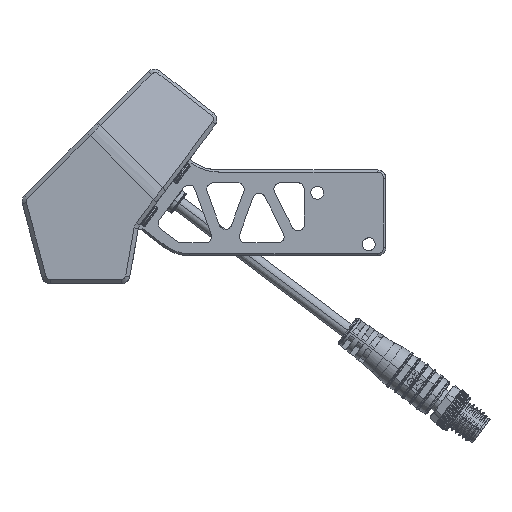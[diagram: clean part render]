
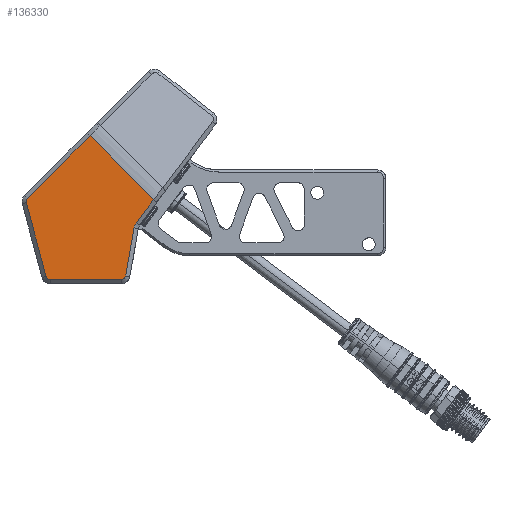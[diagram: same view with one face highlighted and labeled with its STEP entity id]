
A CAD part, left-side view. The second image highlights one B-rep face of the part: STEP entity #136330.
In plain terms, the highlighted planar face has unit normal (-1, 0, 0).
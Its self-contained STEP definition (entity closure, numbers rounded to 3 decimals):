
#1241 = CARTESIAN_POINT ( 'NONE',  ( -261.256, 28.768, -16.303 ) ) ;
#1341 = EDGE_CURVE ( 'NONE', #81273, #21736, #141369, .T. ) ;
#1438 = CARTESIAN_POINT ( 'NONE',  ( -261.256, 21.504, -49.78 ) ) ;
#4166 = CARTESIAN_POINT ( 'NONE',  ( -261.256, 43.622, -31.875 ) ) ;
#4435 = LINE ( 'NONE', #104068, #68152 ) ;
#4985 = EDGE_CURVE ( 'NONE', #79996, #21736, #9767, .T. ) ;
#5243 = DIRECTION ( 'NONE',  ( -1., 0., 0. ) ) ;
#5565 = CARTESIAN_POINT ( 'NONE',  ( -261.256, 43.566, -31.18 ) ) ;
#6259 = CARTESIAN_POINT ( 'NONE',  ( -261.256, 13.996, -31.174 ) ) ;
#7492 = AXIS2_PLACEMENT_3D ( 'NONE', #77016, #5243, #89025 ) ;
#9767 = LINE ( 'NONE', #6259, #69749 ) ;
#13297 = DIRECTION ( 'NONE',  ( 0., -0.707, 0.707 ) ) ;
#13363 = CARTESIAN_POINT ( 'NONE',  ( -261.256, 17.97, -36.447 ) ) ;
#13495 = CARTESIAN_POINT ( 'NONE',  ( -261.256, 21.106, -49.707 ) ) ;
#14802 = CARTESIAN_POINT ( 'NONE',  ( -261.256, 18.421, -37.274 ) ) ;
#15298 = EDGE_CURVE ( 'NONE', #137362, #113308, #36712, .T. ) ;
#17623 = CARTESIAN_POINT ( 'NONE',  ( -261.256, 43.658, -31.523 ) ) ;
#18287 = B_SPLINE_CURVE_WITH_KNOTS ( 'NONE', 3,
 ( #1438, #90012, #144862, #13495, #97239, #25466, #109278, #37500, #121316, #49543 ),
 .UNSPECIFIED., .F., .F.,
 ( 4, 1, 1, 1, 1, 1, 1, 4 ),
 ( 0., 0., 0., 0.001, 0.001, 0.001, 0.001, 0.001 ),
 .UNSPECIFIED. ) ;
#19079 = ORIENTED_EDGE ( 'NONE', *, *, #35880, .T. ) ;
#19900 = ORIENTED_EDGE ( 'NONE', *, *, #1341, .F. ) ;
#21736 = VERTEX_POINT ( 'NONE', #34978 ) ;
#23177 = CARTESIAN_POINT ( 'NONE',  ( -261.256, 39.01, -49.088 ) ) ;
#25466 = CARTESIAN_POINT ( 'NONE',  ( -261.256, 20.771, -49.478 ) ) ;
#25644 = VECTOR ( 'NONE', #73570, 1000. ) ;
#26775 = CARTESIAN_POINT ( 'NONE',  ( -261.256, 18.525, -37.724 ) ) ;
#27555 = CARTESIAN_POINT ( 'NONE',  ( -261.256, 43.477, -31.026 ) ) ;
#29633 = CARTESIAN_POINT ( 'NONE',  ( -261.256, 43.637, -31.818 ) ) ;
#31752 = CARTESIAN_POINT ( 'NONE',  ( -261.256, 13.953, -31.118 ) ) ;
#32148 = VERTEX_POINT ( 'NONE', #42319 ) ;
#34978 = CARTESIAN_POINT ( 'NONE',  ( -261.256, 13.953, -31.118 ) ) ;
#35196 = CARTESIAN_POINT ( 'NONE',  ( -261.256, 39.026, -49.026 ) ) ;
#35880 = EDGE_CURVE ( 'NONE', #64057, #143628, #102838, .T. ) ;
#35902 = DIRECTION ( 'NONE',  ( 0., 0.174, -0.985 ) ) ;
#36441 = ORIENTED_EDGE ( 'NONE', *, *, #44830, .F. ) ;
#36712 = B_SPLINE_CURVE_WITH_KNOTS ( 'NONE', 3,
 ( #35196, #23177, #70889, #119031, #47254, #131091, #59370, #143097, #71411, #155107 ),
 .UNSPECIFIED., .F., .F.,
 ( 4, 1, 1, 1, 1, 1, 1, 4 ),
 ( 0., 0., 0., 0.001, 0.001, 0.001, 0.001, 0.001 ),
 .UNSPECIFIED. ) ;
#37500 = CARTESIAN_POINT ( 'NONE',  ( -261.256, 20.551, -49.137 ) ) ;
#39788 = CARTESIAN_POINT ( 'NONE',  ( -261.256, 28.806, -49.78 ) ) ;
#40405 = ORIENTED_EDGE ( 'NONE', *, *, #130382, .F. ) ;
#40799 = EDGE_CURVE ( 'NONE', #117903, #104126, #18287, .T. ) ;
#42319 = CARTESIAN_POINT ( 'NONE',  ( -261.256, 18.525, -37.724 ) ) ;
#42547 = EDGE_LOOP ( 'NONE', ( #90112, #19900, #36441, #19079, #104568, #91900, #61192, #84186, #40405, #86702, #70393 ) ) ;
#44830 = EDGE_CURVE ( 'NONE', #64057, #81273, #116931, .T. ) ;
#47254 = CARTESIAN_POINT ( 'NONE',  ( -261.256, 38.74, -49.513 ) ) ;
#49543 = CARTESIAN_POINT ( 'NONE',  ( -261.256, 20.503, -48.94 ) ) ;
#50357 = VECTOR ( 'NONE', #87974, 1000. ) ;
#50359 = CARTESIAN_POINT ( 'NONE',  ( -261.256, 18.067, -36.577 ) ) ;
#53178 = VECTOR ( 'NONE', #13297, 1000. ) ;
#57754 = CARTESIAN_POINT ( 'NONE',  ( -261.256, 39.026, -49.026 ) ) ;
#58647 = CARTESIAN_POINT ( 'NONE',  ( -261.256, 38.044, -49.78 ) ) ;
#59370 = CARTESIAN_POINT ( 'NONE',  ( -261.256, 38.417, -49.716 ) ) ;
#61192 = ORIENTED_EDGE ( 'NONE', *, *, #140877, .F. ) ;
#63625 = B_SPLINE_CURVE_WITH_KNOTS ( 'NONE', 3,
 ( #74511, #50359, #86546, #14802, #98540, #26775 ),
 .UNSPECIFIED., .F., .F.,
 ( 4, 1, 1, 4 ),
 ( 0., 0., 0.001, 0.001 ),
 .UNSPECIFIED. ) ;
#63709 = CARTESIAN_POINT ( 'NONE',  ( -261.256, 21.504, -49.78 ) ) ;
#64057 = VERTEX_POINT ( 'NONE', #139329 ) ;
#65284 = CARTESIAN_POINT ( 'NONE',  ( -261.256, 43.401, -30.935 ) ) ;
#66508 = CARTESIAN_POINT ( 'NONE',  ( -261.256, 28.768, -16.303 ) ) ;
#67158 = VECTOR ( 'NONE', #111565, 1000. ) ;
#68152 = VECTOR ( 'NONE', #35902, 1000. ) ;
#68915 = CARTESIAN_POINT ( 'NONE',  ( -261.256, 20.503, -48.94 ) ) ;
#69749 = VECTOR ( 'NONE', #91075, 1000. ) ;
#70393 = ORIENTED_EDGE ( 'NONE', *, *, #143251, .F. ) ;
#70889 = CARTESIAN_POINT ( 'NONE',  ( -261.256, 38.966, -49.207 ) ) ;
#71411 = CARTESIAN_POINT ( 'NONE',  ( -261.256, 38.107, -49.78 ) ) ;
#73570 = DIRECTION ( 'NONE',  ( 0., 0.602, -0.799 ) ) ;
#74511 = CARTESIAN_POINT ( 'NONE',  ( -261.256, 17.97, -36.447 ) ) ;
#77016 = CARTESIAN_POINT ( 'NONE',  ( -261.256, 13.953, -50.115 ) ) ;
#77346 = CARTESIAN_POINT ( 'NONE',  ( -261.256, 43.359, -30.893 ) ) ;
#78160 = LINE ( 'NONE', #13363, #25644 ) ;
#79996 = VERTEX_POINT ( 'NONE', #93614 ) ;
#80409 = VERTEX_POINT ( 'NONE', #115499 ) ;
#81273 = VERTEX_POINT ( 'NONE', #66508 ) ;
#81447 = VECTOR ( 'NONE', #139661, 1000. ) ;
#84186 = ORIENTED_EDGE ( 'NONE', *, *, #40799, .T. ) ;
#86546 = CARTESIAN_POINT ( 'NONE',  ( -261.256, 18.237, -36.846 ) ) ;
#86702 = ORIENTED_EDGE ( 'NONE', *, *, #131203, .F. ) ;
#87974 = DIRECTION ( 'NONE',  ( 0., 0.259, 0.966 ) ) ;
#89025 = DIRECTION ( 'NONE',  ( 0., 0., 1. ) ) ;
#89352 = CARTESIAN_POINT ( 'NONE',  ( -261.256, 43.627, -31.348 ) ) ;
#90012 = CARTESIAN_POINT ( 'NONE',  ( -261.256, 21.437, -49.78 ) ) ;
#90112 = ORIENTED_EDGE ( 'NONE', *, *, #4985, .T. ) ;
#91075 = DIRECTION ( 'NONE',  ( 0., -0.602, 0.799 ) ) ;
#91900 = ORIENTED_EDGE ( 'NONE', *, *, #15298, .T. ) ;
#93614 = CARTESIAN_POINT ( 'NONE',  ( -261.256, 14.038, -31.23 ) ) ;
#95309 = LINE ( 'NONE', #4166, #50357 ) ;
#97239 = CARTESIAN_POINT ( 'NONE',  ( -261.256, 20.927, -49.609 ) ) ;
#98540 = CARTESIAN_POINT ( 'NONE',  ( -261.256, 18.498, -37.572 ) ) ;
#101360 = CARTESIAN_POINT ( 'NONE',  ( -261.256, 43.658, -31.701 ) ) ;
#102724 = LINE ( 'NONE', #39788, #67158 ) ;
#102838 = B_SPLINE_CURVE_WITH_KNOTS ( 'NONE', 3,
 ( #77346, #65284, #27555, #5565, #89352, #17623, #101360, #29633, #113452 ),
 .UNSPECIFIED., .F., .F.,
 ( 4, 1, 1, 1, 1, 1, 4 ),
 ( 0., 0., 0., 0.001, 0.001, 0.001, 0.001 ),
 .UNSPECIFIED. ) ;
#104068 = CARTESIAN_POINT ( 'NONE',  ( -261.256, 20.503, -48.94 ) ) ;
#104126 = VERTEX_POINT ( 'NONE', #68915 ) ;
#104568 = ORIENTED_EDGE ( 'NONE', *, *, #111288, .F. ) ;
#109278 = CARTESIAN_POINT ( 'NONE',  ( -261.256, 20.644, -49.319 ) ) ;
#111288 = EDGE_CURVE ( 'NONE', #137362, #143628, #95309, .T. ) ;
#111565 = DIRECTION ( 'NONE',  ( 0., 1., 0. ) ) ;
#113308 = VERTEX_POINT ( 'NONE', #58647 ) ;
#113452 = CARTESIAN_POINT ( 'NONE',  ( -261.256, 43.622, -31.875 ) ) ;
#115499 = CARTESIAN_POINT ( 'NONE',  ( -261.256, 17.97, -36.447 ) ) ;
#116931 = LINE ( 'NONE', #1241, #53178 ) ;
#117903 = VERTEX_POINT ( 'NONE', #63709 ) ;
#118223 = FACE_OUTER_BOUND ( 'NONE', #42547, .T. ) ;
#119031 = CARTESIAN_POINT ( 'NONE',  ( -261.256, 38.867, -49.371 ) ) ;
#121316 = CARTESIAN_POINT ( 'NONE',  ( -261.256, 20.514, -49.006 ) ) ;
#130382 = EDGE_CURVE ( 'NONE', #32148, #104126, #4435, .T. ) ;
#131091 = CARTESIAN_POINT ( 'NONE',  ( -261.256, 38.588, -49.63 ) ) ;
#131203 = EDGE_CURVE ( 'NONE', #80409, #32148, #63625, .T. ) ;
#135316 = CARTESIAN_POINT ( 'NONE',  ( -261.256, 43.622, -31.875 ) ) ;
#136330 = ADVANCED_FACE ( 'NONE', ( #118223 ), #148672, .T. ) ;
#137362 = VERTEX_POINT ( 'NONE', #57754 ) ;
#139329 = CARTESIAN_POINT ( 'NONE',  ( -261.256, 43.359, -30.893 ) ) ;
#139661 = DIRECTION ( 'NONE',  ( 0., -0.707, -0.707 ) ) ;
#140877 = EDGE_CURVE ( 'NONE', #117903, #113308, #102724, .T. ) ;
#141369 = LINE ( 'NONE', #31752, #81447 ) ;
#143097 = CARTESIAN_POINT ( 'NONE',  ( -261.256, 38.234, -49.768 ) ) ;
#143251 = EDGE_CURVE ( 'NONE', #79996, #80409, #78160, .T. ) ;
#143628 = VERTEX_POINT ( 'NONE', #135316 ) ;
#144862 = CARTESIAN_POINT ( 'NONE',  ( -261.256, 21.301, -49.767 ) ) ;
#148672 = PLANE ( 'NONE',  #7492 ) ;
#155107 = CARTESIAN_POINT ( 'NONE',  ( -261.256, 38.044, -49.78 ) ) ;
